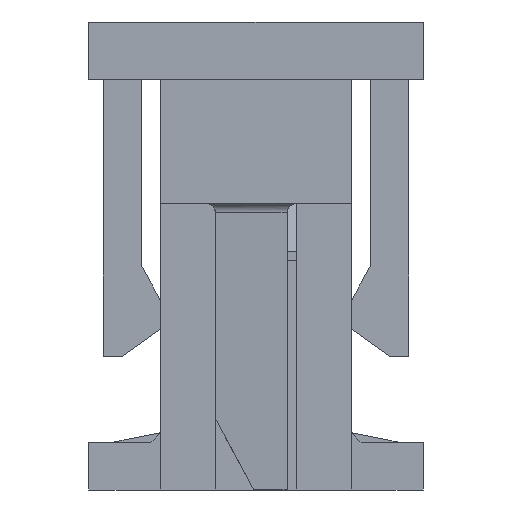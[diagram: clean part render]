
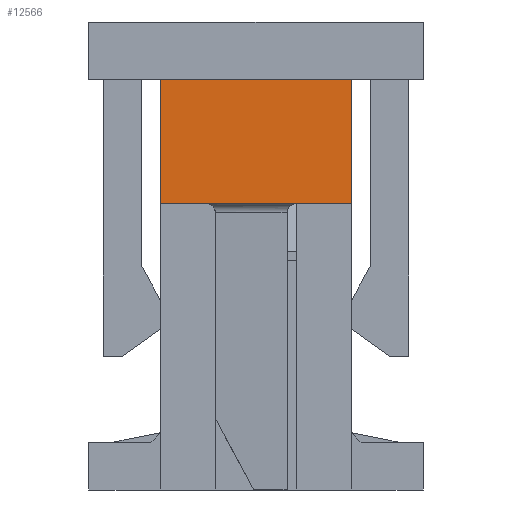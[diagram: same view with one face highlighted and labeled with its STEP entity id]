
A CAD part, left-side view. The second image highlights one B-rep face of the part: STEP entity #12566.
In plain terms, the highlighted planar face has unit normal (-1, 0, 0).
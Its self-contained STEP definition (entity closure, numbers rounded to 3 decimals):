
#3650=ORIENTED_EDGE('',*,*,#5579,.F.);
#3651=ORIENTED_EDGE('',*,*,#5574,.F.);
#3652=ORIENTED_EDGE('',*,*,#5581,.T.);
#3653=ORIENTED_EDGE('',*,*,#5582,.T.);
#5574=EDGE_CURVE('',#6770,#6771,#8500,.T.);
#5579=EDGE_CURVE('',#6771,#6775,#8505,.T.);
#5581=EDGE_CURVE('',#6770,#6776,#8507,.T.);
#5582=EDGE_CURVE('',#6776,#6775,#8508,.T.);
#6770=VERTEX_POINT('',#19785);
#6771=VERTEX_POINT('',#19787);
#6775=VERTEX_POINT('',#19797);
#6776=VERTEX_POINT('',#19801);
#8500=LINE('',#19786,#10250);
#8505=LINE('',#19796,#10255);
#8507=LINE('',#19800,#10257);
#8508=LINE('',#19802,#10258);
#10250=VECTOR('',#16188,1000.);
#10255=VECTOR('',#16195,1000.);
#10257=VECTOR('',#16199,1000.);
#10258=VECTOR('',#16200,1000.);
#10860=EDGE_LOOP('',(#3650,#3651,#3652,#3653));
#11442=FACE_BOUND('',#10860,.T.);
#12001=PLANE('',#13263);
#12566=ADVANCED_FACE('',(#11442),#12001,.T.);
#13263=AXIS2_PLACEMENT_3D('',#19799,#16197,#16198);
#16188=DIRECTION('',(0.,1.,0.));
#16195=DIRECTION('',(0.,0.,1.));
#16197=DIRECTION('',(-1.,0.,0.));
#16198=DIRECTION('',(0.,0.,1.));
#16199=DIRECTION('',(0.,0.,1.));
#16200=DIRECTION('',(0.,1.,0.));
#19785=CARTESIAN_POINT('',(-9.2,-1.,-0.65));
#19786=CARTESIAN_POINT('',(-9.2,-1.,-0.65));
#19787=CARTESIAN_POINT('',(-9.2,1.,-0.65));
#19796=CARTESIAN_POINT('',(-9.2,1.,-0.65));
#19797=CARTESIAN_POINT('',(-9.2,1.,0.65));
#19799=CARTESIAN_POINT('',(-9.2,-1.,-0.65));
#19800=CARTESIAN_POINT('',(-9.2,-1.,-0.65));
#19801=CARTESIAN_POINT('',(-9.2,-1.,0.65));
#19802=CARTESIAN_POINT('',(-9.2,-1.,0.65));
